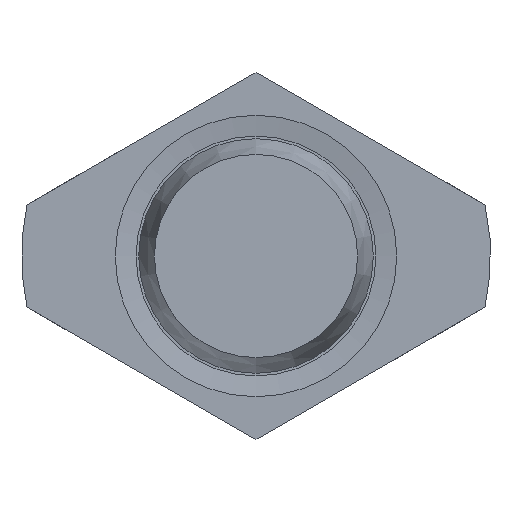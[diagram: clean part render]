
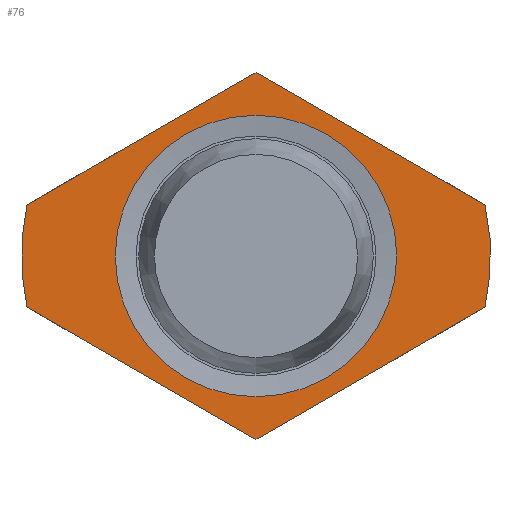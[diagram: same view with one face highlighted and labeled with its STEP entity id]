
A CAD part, front view. The second image highlights one B-rep face of the part: STEP entity #76.
In plain terms, the highlighted planar face has unit normal (0, -1, 0).
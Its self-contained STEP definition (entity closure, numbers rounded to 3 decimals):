
#76 = ADVANCED_FACE( '', ( #155, #156 ), #157, .F. );
#155 = FACE_BOUND( '', #230, .T. );
#156 = FACE_OUTER_BOUND( '', #231, .T. );
#157 = PLANE( '', #232 );
#230 = EDGE_LOOP( '', ( #365 ) );
#231 = EDGE_LOOP( '', ( #366, #367, #368, #369, #370, #371 ) );
#232 = AXIS2_PLACEMENT_3D( '', #372, #373, #374 );
#365 = ORIENTED_EDGE( '', *, *, #453, .F. );
#366 = ORIENTED_EDGE( '', *, *, #445, .T. );
#367 = ORIENTED_EDGE( '', *, *, #437, .F. );
#368 = ORIENTED_EDGE( '', *, *, #402, .F. );
#369 = ORIENTED_EDGE( '', *, *, #443, .T. );
#370 = ORIENTED_EDGE( '', *, *, #412, .F. );
#371 = ORIENTED_EDGE( '', *, *, #450, .F. );
#372 = CARTESIAN_POINT( '', ( 8., 0., 0. ) );
#373 = DIRECTION( '', ( 0., 1., 0. ) );
#374 = DIRECTION( '', ( 0., 0., 1. ) );
#402 = EDGE_CURVE( '', #460, #462, #463, .T. );
#412 = EDGE_CURVE( '', #478, #480, #481, .T. );
#437 = EDGE_CURVE( '', #462, #519, #520, .T. );
#443 = EDGE_CURVE( '', #460, #480, #527, .T. );
#445 = EDGE_CURVE( '', #529, #519, #530, .T. );
#450 = EDGE_CURVE( '', #529, #478, #535, .T. );
#453 = EDGE_CURVE( '', #538, #538, #539, .T. );
#460 = VERTEX_POINT( '', #546 );
#462 = VERTEX_POINT( '', #549 );
#463 = LINE( '', #550, #551 );
#478 = VERTEX_POINT( '', #580 );
#480 = VERTEX_POINT( '', #583 );
#481 = LINE( '', #584, #585 );
#519 = VERTEX_POINT( '', #660 );
#520 = LINE( '', #661, #662 );
#527 = CIRCLE( '', #676, 8. );
#529 = VERTEX_POINT( '', #678 );
#530 = CIRCLE( '', #679, 8. );
#535 = LINE( '', #685, #686 );
#538 = VERTEX_POINT( '', #690 );
#539 = CIRCLE( '', #691, 4.8 );
#546 = CARTESIAN_POINT( '', ( 7.806, 0., -1.75 ) );
#549 = CARTESIAN_POINT( '', ( 0., 0., -6.257 ) );
#550 = CARTESIAN_POINT( '', ( 7.806, 0., -1.75 ) );
#551 = VECTOR( '', #697, 1000. );
#580 = CARTESIAN_POINT( '', ( 0., 0., 6.257 ) );
#583 = CARTESIAN_POINT( '', ( 7.806, 0., 1.75 ) );
#584 = CARTESIAN_POINT( '', ( 0., 0., 6.257 ) );
#585 = VECTOR( '', #707, 1000. );
#660 = CARTESIAN_POINT( '', ( -7.806, 0., -1.75 ) );
#661 = CARTESIAN_POINT( '', ( 0., 0., -6.257 ) );
#662 = VECTOR( '', #740, 1000. );
#676 = AXIS2_PLACEMENT_3D( '', #743, #744, #745 );
#678 = CARTESIAN_POINT( '', ( -7.806, 0., 1.75 ) );
#679 = AXIS2_PLACEMENT_3D( '', #746, #747, #748 );
#685 = CARTESIAN_POINT( '', ( -7.806, 0., 1.75 ) );
#686 = VECTOR( '', #750, 1000. );
#690 = CARTESIAN_POINT( '', ( 0., 0., -4.8 ) );
#691 = AXIS2_PLACEMENT_3D( '', #752, #753, #754 );
#697 = DIRECTION( '', ( -0.866, 0., -0.5 ) );
#707 = DIRECTION( '', ( 0.866, 0., -0.5 ) );
#740 = DIRECTION( '', ( -0.866, 0., 0.5 ) );
#743 = CARTESIAN_POINT( '', ( 0., 0., 0. ) );
#744 = DIRECTION( '', ( 0., -1., 0. ) );
#745 = DIRECTION( '', ( 0., 0., -1. ) );
#746 = CARTESIAN_POINT( '', ( 0., 0., 0. ) );
#747 = DIRECTION( '', ( 0., -1., 0. ) );
#748 = DIRECTION( '', ( 0., 0., -1. ) );
#750 = DIRECTION( '', ( 0.866, 0., 0.5 ) );
#752 = CARTESIAN_POINT( '', ( 0., 0., 0. ) );
#753 = DIRECTION( '', ( 0., -1., 0. ) );
#754 = DIRECTION( '', ( 0., 0., -1. ) );
